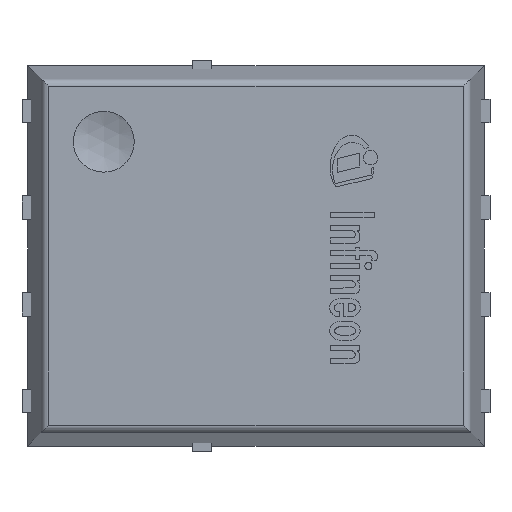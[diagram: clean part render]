
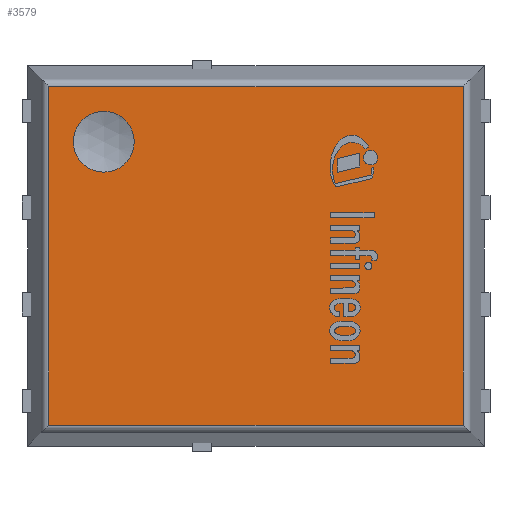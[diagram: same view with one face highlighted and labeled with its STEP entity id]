
A CAD part, top view. The second image highlights one B-rep face of the part: STEP entity #3579.
In plain terms, the highlighted planar face has unit normal (0, 0, 1).
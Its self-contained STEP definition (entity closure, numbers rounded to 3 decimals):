
#28=FACE_BOUND('',#620,.T.);
#183=CIRCLE('',#3789,0.4);
#410=FACE_OUTER_BOUND('',#619,.T.);
#619=EDGE_LOOP('',(#3090,#3091,#3092,#3093));
#620=EDGE_LOOP('',(#3094));
#928=LINE('',#6296,#1292);
#931=LINE('',#6306,#1295);
#933=LINE('',#6312,#1297);
#935=LINE('',#6316,#1299);
#1292=VECTOR('',#4452,1.);
#1295=VECTOR('',#4461,1.);
#1297=VECTOR('',#4467,1.);
#1299=VECTOR('',#4473,1.);
#1652=VERTEX_POINT('',#6288);
#1654=VERTEX_POINT('',#6294);
#1655=VERTEX_POINT('',#6295);
#1659=VERTEX_POINT('',#6305);
#1661=VERTEX_POINT('',#6311);
#2127=EDGE_CURVE('',#1652,#1652,#183,.T.);
#2130=EDGE_CURVE('',#1654,#1655,#928,.T.);
#2135=EDGE_CURVE('',#1655,#1659,#931,.T.);
#2138=EDGE_CURVE('',#1659,#1661,#933,.T.);
#2141=EDGE_CURVE('',#1661,#1654,#935,.T.);
#3090=ORIENTED_EDGE('',*,*,#2130,.F.);
#3091=ORIENTED_EDGE('',*,*,#2141,.F.);
#3092=ORIENTED_EDGE('',*,*,#2138,.F.);
#3093=ORIENTED_EDGE('',*,*,#2135,.F.);
#3094=ORIENTED_EDGE('',*,*,#2127,.T.);
#3375=PLANE('',#3804);
#3579=ADVANCED_FACE('',(#410,#28),#3375,.T.);
#3789=AXIS2_PLACEMENT_3D('',#6289,#4445,#4446);
#3804=AXIS2_PLACEMENT_3D('',#6334,#4492,#4493);
#4445=DIRECTION('center_axis',(0.,0.,-1.));
#4446=DIRECTION('ref_axis',(-1.,0.,0.));
#4452=DIRECTION('',(-1.,0.,0.));
#4461=DIRECTION('',(0.,1.,0.));
#4467=DIRECTION('',(1.,0.,0.));
#4473=DIRECTION('',(0.,-1.,0.));
#4492=DIRECTION('center_axis',(0.,0.,1.));
#4493=DIRECTION('ref_axis',(1.,0.,0.));
#6288=CARTESIAN_POINT('',(-1.6,1.5,1.05));
#6289=CARTESIAN_POINT('Origin',(-2.,1.5,1.05));
#6294=CARTESIAN_POINT('',(2.723,-2.223,1.05));
#6295=CARTESIAN_POINT('',(-2.723,-2.223,1.05));
#6296=CARTESIAN_POINT('',(1.5,-2.223,1.05));
#6305=CARTESIAN_POINT('',(-2.723,2.223,1.05));
#6306=CARTESIAN_POINT('',(-2.723,-1.25,1.05));
#6311=CARTESIAN_POINT('',(2.723,2.223,1.05));
#6312=CARTESIAN_POINT('',(-1.5,2.223,1.05));
#6316=CARTESIAN_POINT('',(2.723,1.25,1.05));
#6334=CARTESIAN_POINT('Origin',(-2.,1.5,1.05));
